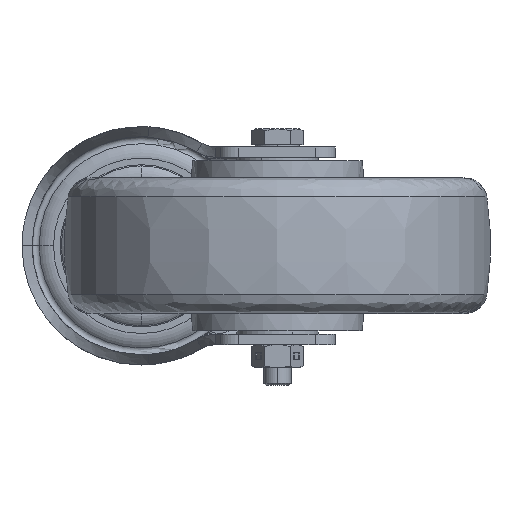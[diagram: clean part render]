
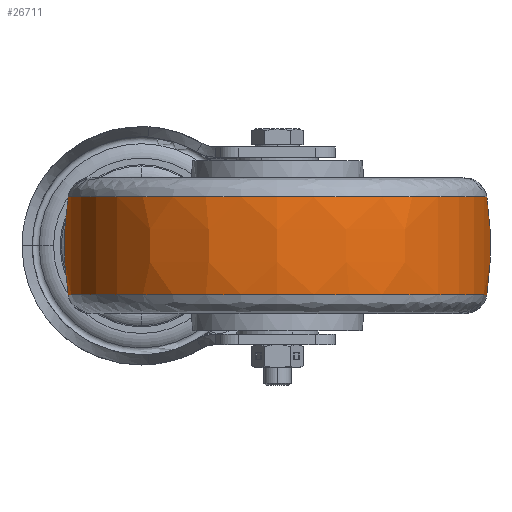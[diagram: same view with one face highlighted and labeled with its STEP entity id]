
A CAD part, front view. The second image highlights one B-rep face of the part: STEP entity #26711.
In plain terms, the highlighted free-form (B-spline) face has degree [3, 3] with [4, 4] control points.
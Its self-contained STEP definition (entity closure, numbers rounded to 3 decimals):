
#17 = ORIENTED_EDGE ( 'NONE', *, *, #18712, .T. ) ;
#1344 = CARTESIAN_POINT ( 'NONE',  ( 101.467, -213.934, 14.337 ) ) ;
#1523 = CARTESIAN_POINT ( 'NONE',  ( 102.847, -216.694, -4.812 ) ) ;
#1700 = CARTESIAN_POINT ( 'NONE',  ( 102.847, -91., 4.812 ) ) ;
#1887 = CARTESIAN_POINT ( 'NONE',  ( -22.847, -216.694, 4.812 ) ) ;
#2719 = CIRCLE ( 'NONE', #24631, 100. ) ;
#3867 = CARTESIAN_POINT ( 'NONE',  ( 101.467, -91., 14.337 ) ) ;
#4207 = CARTESIAN_POINT ( 'NONE',  ( 102.847, -91., -4.812 ) ) ;
#4394 = CARTESIAN_POINT ( 'NONE',  ( -22.847, -91., 4.812 ) ) ;
#6756 = CARTESIAN_POINT ( 'NONE',  ( -22.847, -216.694, -4.812 ) ) ;
#7135 = DIRECTION ( 'NONE',  ( 1., 0., 0. ) ) ;
#7308 =( BOUNDED_SURFACE ( )  B_SPLINE_SURFACE ( 3, 3, ( 
 ( #17924, #23145, #1344, #34161 ),
 ( #4394, #1887, #26379, #1700 ),
 ( #23881, #6756, #1523, #4207 ),
 ( #15207, #9973, #12841, #26222 ) ),
 .UNSPECIFIED., .F., .F., .F. ) 
 B_SPLINE_SURFACE_WITH_KNOTS ( ( 4, 4 ),
 ( 4, 4 ),
 ( 0., 1. ),
 ( 0., 1. ),
 .UNSPECIFIED. ) 
 GEOMETRIC_REPRESENTATION_ITEM ( )  RATIONAL_B_SPLINE_SURFACE ( (
 ( 1., 0.333, 0.333, 1.),
 ( 0.993, 0.331, 0.331, 0.993),
 ( 0.993, 0.331, 0.331, 0.993),
 ( 1., 0.333, 0.333, 1.) ) ) 
 REPRESENTATION_ITEM ( '' )  SURFACE ( )  );
#7483 = FACE_OUTER_BOUND ( 'NONE', #30937, .T. ) ;
#7557 = VERTEX_POINT ( 'NONE', #13495 ) ;
#9178 = CARTESIAN_POINT ( 'NONE',  ( -21.467, -91., -14.337 ) ) ;
#9973 = CARTESIAN_POINT ( 'NONE',  ( -21.467, -213.934, -14.337 ) ) ;
#12841 = CARTESIAN_POINT ( 'NONE',  ( 101.467, -213.934, -14.337 ) ) ;
#12956 = CIRCLE ( 'NONE', #33151, 61.467 ) ;
#13195 = CARTESIAN_POINT ( 'NONE',  ( 40., -91., 14.337 ) ) ;
#13495 = CARTESIAN_POINT ( 'NONE',  ( -21.467, -91., 14.337 ) ) ;
#13504 = CARTESIAN_POINT ( 'NONE',  ( 101.467, -91., -14.337 ) ) ;
#15036 = CARTESIAN_POINT ( 'NONE',  ( 2.5, -91., 0. ) ) ;
#15207 = CARTESIAN_POINT ( 'NONE',  ( -21.467, -91., -14.337 ) ) ;
#16304 = DIRECTION ( 'NONE',  ( 1., 0., 0. ) ) ;
#16486 = AXIS2_PLACEMENT_3D ( 'NONE', #13195, #24938, #33074 ) ;
#17063 = ORIENTED_EDGE ( 'NONE', *, *, #27593, .T. ) ;
#17924 = CARTESIAN_POINT ( 'NONE',  ( -21.467, -91., 14.337 ) ) ;
#17942 = DIRECTION ( 'NONE',  ( 0., 1., 0. ) ) ;
#18383 = VERTEX_POINT ( 'NONE', #9178 ) ;
#18712 = EDGE_CURVE ( 'NONE', #18383, #32137, #12956, .T. ) ;
#18797 = DIRECTION ( 'NONE',  ( 0., 0., 1. ) ) ;
#18873 = CARTESIAN_POINT ( 'NONE',  ( 77.5, -91., 0. ) ) ;
#19164 = CARTESIAN_POINT ( 'NONE',  ( 40., -91., -14.337 ) ) ;
#20254 = EDGE_CURVE ( 'NONE', #31347, #32137, #2719, .T. ) ;
#23145 = CARTESIAN_POINT ( 'NONE',  ( -21.467, -213.934, 14.337 ) ) ;
#23881 = CARTESIAN_POINT ( 'NONE',  ( -22.847, -91., -4.812 ) ) ;
#24631 = AXIS2_PLACEMENT_3D ( 'NONE', #15036, #17942, #7135 ) ;
#24938 = DIRECTION ( 'NONE',  ( 0., 0., -1. ) ) ;
#26222 = CARTESIAN_POINT ( 'NONE',  ( 101.467, -91., -14.337 ) ) ;
#26252 = EDGE_CURVE ( 'NONE', #7557, #18383, #35443, .T. ) ;
#26379 = CARTESIAN_POINT ( 'NONE',  ( 102.847, -216.694, 4.812 ) ) ;
#26711 = ADVANCED_FACE ( 'NONE', ( #7483 ), #7308, .T. ) ;
#27001 = DIRECTION ( 'NONE',  ( 0., -1., 0. ) ) ;
#27593 = EDGE_CURVE ( 'NONE', #31347, #7557, #34834, .T. ) ;
#28889 = ORIENTED_EDGE ( 'NONE', *, *, #26252, .T. ) ;
#29875 = DIRECTION ( 'NONE',  ( -1., 0., 0. ) ) ;
#30815 = AXIS2_PLACEMENT_3D ( 'NONE', #18873, #27001, #29875 ) ;
#30937 = EDGE_LOOP ( 'NONE', ( #17063, #28889, #17, #35672 ) ) ;
#31347 = VERTEX_POINT ( 'NONE', #3867 ) ;
#32137 = VERTEX_POINT ( 'NONE', #13504 ) ;
#33074 = DIRECTION ( 'NONE',  ( 1., 0., 0. ) ) ;
#33151 = AXIS2_PLACEMENT_3D ( 'NONE', #19164, #18797, #16304 ) ;
#34161 = CARTESIAN_POINT ( 'NONE',  ( 101.467, -91., 14.337 ) ) ;
#34834 = CIRCLE ( 'NONE', #16486, 61.467 ) ;
#35443 = CIRCLE ( 'NONE', #30815, 100. ) ;
#35672 = ORIENTED_EDGE ( 'NONE', *, *, #20254, .F. ) ;
